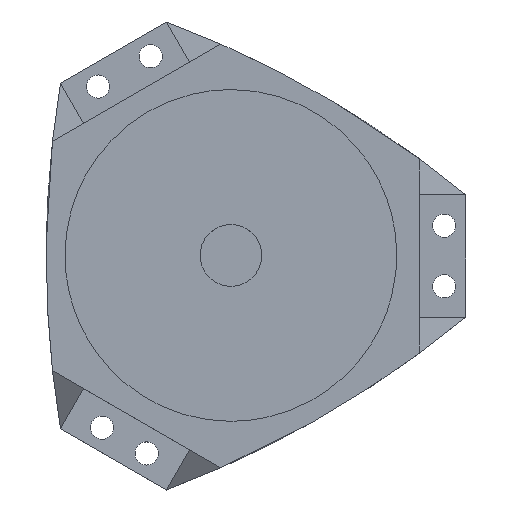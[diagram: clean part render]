
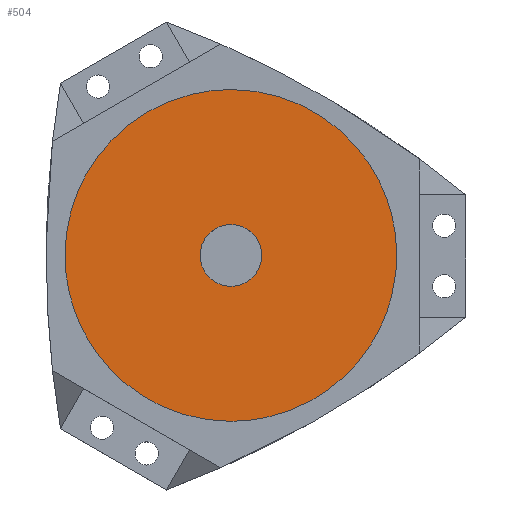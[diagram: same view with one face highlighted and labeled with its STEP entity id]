
A CAD part, top view. The second image highlights one B-rep face of the part: STEP entity #504.
In plain terms, the highlighted planar face has unit normal (0, 0, 1).
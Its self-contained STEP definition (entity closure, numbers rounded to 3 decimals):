
#17 = CARTESIAN_POINT ( 'NONE',  ( 21.436, 106.058, 217. ) ) ;
#74 = CARTESIAN_POINT ( 'NONE',  ( -20., 0., 217. ) ) ;
#90 = ORIENTED_EDGE ( 'NONE', *, *, #597, .F. ) ;
#117 = B_SPLINE_CURVE_WITH_KNOTS ( 'NONE', 5,
 ( #724, #1143, #410, #581, #1288, #1688, #263, #1398, #1152, #548, #857, #1678, #281, #1701, #143 ),
 .UNSPECIFIED., .F., .F.,
 ( 6, 3, 3, 3, 6 ),
 ( -673.992, -634.996, -596., -557.004, -518.008 ),
 .UNSPECIFIED. ) ;
#128 = CARTESIAN_POINT ( 'NONE',  ( 100.184, -40.051, 217. ) ) ;
#143 = CARTESIAN_POINT ( 'NONE',  ( -106.789, -11.224, 217. ) ) ;
#144 = CARTESIAN_POINT ( 'NONE',  ( 0., 0., 217. ) ) ;
#162 = CARTESIAN_POINT ( 'NONE',  ( -106.789, -11.224, 217. ) ) ;
#180 = FACE_OUTER_BOUND ( 'NONE', #1547, .T. ) ;
#263 = CARTESIAN_POINT ( 'NONE',  ( -68.855, -83.05, 217. ) ) ;
#281 = CARTESIAN_POINT ( 'NONE',  ( -105.306, -22.135, 217. ) ) ;
#289 = CIRCLE ( 'NONE', #1433, 20. ) ;
#291 = FACE_BOUND ( 'NONE', #1490, .T. ) ;
#292 = CARTESIAN_POINT ( 'NONE',  ( -107.664, 1.086, 217. ) ) ;
#316 = CARTESIAN_POINT ( 'NONE',  ( 107.435, 7.862, 217. ) ) ;
#317 = ORIENTED_EDGE ( 'NONE', *, *, #1044, .F. ) ;
#365 = VERTEX_POINT ( 'NONE', #1256 ) ;
#373 = DIRECTION ( 'NONE',  ( 1., 0., 0. ) ) ;
#380 = CARTESIAN_POINT ( 'NONE',  ( 68.855, -83.05, 217. ) ) ;
#410 = CARTESIAN_POINT ( 'NONE',  ( -19.288, -106.295, 217. ) ) ;
#413 = B_SPLINE_CURVE_WITH_KNOTS ( 'NONE', 5,
 ( #1301, #899, #17, #713, #1165, #1714, #457, #432, #1026, #998, #1576, #316, #887, #1312, #1440 ),
 .UNSPECIFIED., .F., .F.,
 ( 6, 3, 3, 3, 6 ),
 ( 227.703, 272.312, 316.921, 361.53, 406.138 ),
 .UNSPECIFIED. ) ;
#414 = CARTESIAN_POINT ( 'NONE',  ( 103.948, -27.968, 217. ) ) ;
#417 = CARTESIAN_POINT ( 'NONE',  ( -97.836, 45.549, 217. ) ) ;
#432 = CARTESIAN_POINT ( 'NONE',  ( 89.333, 61.385, 217. ) ) ;
#457 = CARTESIAN_POINT ( 'NONE',  ( 76.594, 76.222, 217. ) ) ;
#461 = ORIENTED_EDGE ( 'NONE', *, *, #1651, .F. ) ;
#490 = EDGE_CURVE ( 'NONE', #1332, #1588, #413, .T. ) ;
#504 = ADVANCED_FACE ( 'NONE', ( #291, #180 ), #745, .F. ) ;
#507 = ORIENTED_EDGE ( 'NONE', *, *, #490, .F. ) ;
#517 = CIRCLE ( 'NONE', #1593, 20. ) ;
#522 = CARTESIAN_POINT ( 'NONE',  ( 105.306, -22.135, 217. ) ) ;
#536 = CARTESIAN_POINT ( 'NONE',  ( 93.992, -52.643, 217. ) ) ;
#548 = CARTESIAN_POINT ( 'NONE',  ( -93.992, -52.643, 217. ) ) ;
#563 = CARTESIAN_POINT ( 'NONE',  ( -52.149, 95.344, 217. ) ) ;
#581 = CARTESIAN_POINT ( 'NONE',  ( -28.692, -104.127, 217. ) ) ;
#597 = EDGE_CURVE ( 'NONE', #1478, #1332, #1549, .T. ) ;
#603 = CARTESIAN_POINT ( 'NONE',  ( 0., -4.555, 217. ) ) ;
#618 = B_SPLINE_CURVE_WITH_KNOTS ( 'NONE', 5,
 ( #1369, #677, #522, #414, #128, #536, #1246, #1087, #380, #949, #1392, #955, #1502, #695, #817 ),
 .UNSPECIFIED., .F., .F.,
 ( 6, 3, 3, 3, 6 ),
 ( 0., 0.25, 0.5, 0.75, 1. ),
 .UNSPECIFIED. ) ;
#677 = CARTESIAN_POINT ( 'NONE',  ( 106.229, -16.549, 217. ) ) ;
#695 = CARTESIAN_POINT ( 'NONE',  ( 9.642, -107.377, 217. ) ) ;
#713 = CARTESIAN_POINT ( 'NONE',  ( 32.044, 103.343, 217. ) ) ;
#724 = CARTESIAN_POINT ( 'NONE',  ( 0., -107.377, 217. ) ) ;
#729 = CARTESIAN_POINT ( 'NONE',  ( -89.333, 61.385, 217. ) ) ;
#745 = PLANE ( 'NONE',  #1773 ) ;
#772 = CARTESIAN_POINT ( 'NONE',  ( -106.789, -11.224, 217. ) ) ;
#807 = ORIENTED_EDGE ( 'NONE', *, *, #1117, .F. ) ;
#817 = CARTESIAN_POINT ( 'NONE',  ( 0., -107.377, 217. ) ) ;
#848 = CARTESIAN_POINT ( 'NONE',  ( -32.044, 103.343, 217. ) ) ;
#857 = CARTESIAN_POINT ( 'NONE',  ( -100.184, -40.051, 217. ) ) ;
#861 = DIRECTION ( 'NONE',  ( 0., 0., -1. ) ) ;
#869 = DIRECTION ( 'NONE',  ( 1., 0., 0. ) ) ;
#887 = CARTESIAN_POINT ( 'NONE',  ( 107.664, 1.086, 217. ) ) ;
#890 = EDGE_CURVE ( 'NONE', #365, #1478, #117, .T. ) ;
#897 = CARTESIAN_POINT ( 'NONE',  ( 0., 107.377, 217. ) ) ;
#899 = CARTESIAN_POINT ( 'NONE',  ( 10.647, 107.377, 217. ) ) ;
#949 = CARTESIAN_POINT ( 'NONE',  ( 61.925, -88.402, 217. ) ) ;
#955 = CARTESIAN_POINT ( 'NONE',  ( 28.692, -104.127, 217. ) ) ;
#963 = DIRECTION ( 'NONE',  ( 0., 0., 1. ) ) ;
#994 = CARTESIAN_POINT ( 'NONE',  ( -10.647, 107.377, 217. ) ) ;
#998 = CARTESIAN_POINT ( 'NONE',  ( 101.064, 37.637, 217. ) ) ;
#1016 = DIRECTION ( 'NONE',  ( 0., 0., 1. ) ) ;
#1026 = CARTESIAN_POINT ( 'NONE',  ( 97.836, 45.549, 217. ) ) ;
#1044 = EDGE_CURVE ( 'NONE', #1588, #365, #618, .T. ) ;
#1087 = CARTESIAN_POINT ( 'NONE',  ( 81.103, -71.516, 217. ) ) ;
#1117 = EDGE_CURVE ( 'NONE', #1631, #1672, #517, .T. ) ;
#1143 = CARTESIAN_POINT ( 'NONE',  ( -9.642, -107.377, 217. ) ) ;
#1152 = CARTESIAN_POINT ( 'NONE',  ( -90.207, -58.987, 217. ) ) ;
#1165 = CARTESIAN_POINT ( 'NONE',  ( 52.149, 95.344, 217. ) ) ;
#1168 = ORIENTED_EDGE ( 'NONE', *, *, #890, .F. ) ;
#1231 = DIRECTION ( 'NONE',  ( 0., -1., 0. ) ) ;
#1246 = CARTESIAN_POINT ( 'NONE',  ( 90.207, -58.987, 217. ) ) ;
#1251 = CARTESIAN_POINT ( 'NONE',  ( 20., 0., 217. ) ) ;
#1256 = CARTESIAN_POINT ( 'NONE',  ( 0., -107.377, 217. ) ) ;
#1279 = CARTESIAN_POINT ( 'NONE',  ( 0., 107.377, 217. ) ) ;
#1288 = CARTESIAN_POINT ( 'NONE',  ( -46.542, -97.856, 217. ) ) ;
#1295 = CARTESIAN_POINT ( 'NONE',  ( -76.594, 76.222, 217. ) ) ;
#1301 = CARTESIAN_POINT ( 'NONE',  ( 0., 107.377, 217. ) ) ;
#1312 = CARTESIAN_POINT ( 'NONE',  ( 107.414, -5.276, 217. ) ) ;
#1332 = VERTEX_POINT ( 'NONE', #897 ) ;
#1369 = CARTESIAN_POINT ( 'NONE',  ( 106.789, -11.224, 217. ) ) ;
#1392 = CARTESIAN_POINT ( 'NONE',  ( 46.542, -97.856, 217. ) ) ;
#1398 = CARTESIAN_POINT ( 'NONE',  ( -81.103, -71.516, 217. ) ) ;
#1405 = CARTESIAN_POINT ( 'NONE',  ( -105.751, 22.182, 217. ) ) ;
#1433 = AXIS2_PLACEMENT_3D ( 'NONE', #1495, #963, #373 ) ;
#1440 = CARTESIAN_POINT ( 'NONE',  ( 106.789, -11.224, 217. ) ) ;
#1478 = VERTEX_POINT ( 'NONE', #772 ) ;
#1490 = EDGE_LOOP ( 'NONE', ( #461, #807 ) ) ;
#1495 = CARTESIAN_POINT ( 'NONE',  ( 0., 0., 217. ) ) ;
#1502 = CARTESIAN_POINT ( 'NONE',  ( 19.288, -106.295, 217. ) ) ;
#1537 = CARTESIAN_POINT ( 'NONE',  ( -69.125, 83.143, 217. ) ) ;
#1547 = EDGE_LOOP ( 'NONE', ( #507, #90, #1168, #317 ) ) ;
#1549 = B_SPLINE_CURVE_WITH_KNOTS ( 'NONE', 5,
 ( #162, #1699, #292, #1817, #1405, #1676, #417, #729, #1295, #1537, #563, #848, #1686, #994, #1279 ),
 .UNSPECIFIED., .F., .F.,
 ( 6, 3, 3, 3, 6 ),
 ( -406.138, -361.53, -316.921, -272.312, -227.703 ),
 .UNSPECIFIED. ) ;
#1576 = CARTESIAN_POINT ( 'NONE',  ( 105.751, 22.182, 217. ) ) ;
#1588 = VERTEX_POINT ( 'NONE', #1591 ) ;
#1591 = CARTESIAN_POINT ( 'NONE',  ( 106.789, -11.224, 217. ) ) ;
#1593 = AXIS2_PLACEMENT_3D ( 'NONE', #144, #1016, #869 ) ;
#1631 = VERTEX_POINT ( 'NONE', #74 ) ;
#1651 = EDGE_CURVE ( 'NONE', #1672, #1631, #289, .T. ) ;
#1672 = VERTEX_POINT ( 'NONE', #1251 ) ;
#1676 = CARTESIAN_POINT ( 'NONE',  ( -101.064, 37.637, 217. ) ) ;
#1678 = CARTESIAN_POINT ( 'NONE',  ( -103.948, -27.968, 217. ) ) ;
#1686 = CARTESIAN_POINT ( 'NONE',  ( -21.436, 106.058, 217. ) ) ;
#1688 = CARTESIAN_POINT ( 'NONE',  ( -61.925, -88.402, 217. ) ) ;
#1699 = CARTESIAN_POINT ( 'NONE',  ( -107.414, -5.276, 217. ) ) ;
#1701 = CARTESIAN_POINT ( 'NONE',  ( -106.229, -16.549, 217. ) ) ;
#1714 = CARTESIAN_POINT ( 'NONE',  ( 69.125, 83.143, 217. ) ) ;
#1773 = AXIS2_PLACEMENT_3D ( 'NONE', #603, #861, #1231 ) ;
#1817 = CARTESIAN_POINT ( 'NONE',  ( -107.435, 7.862, 217. ) ) ;
